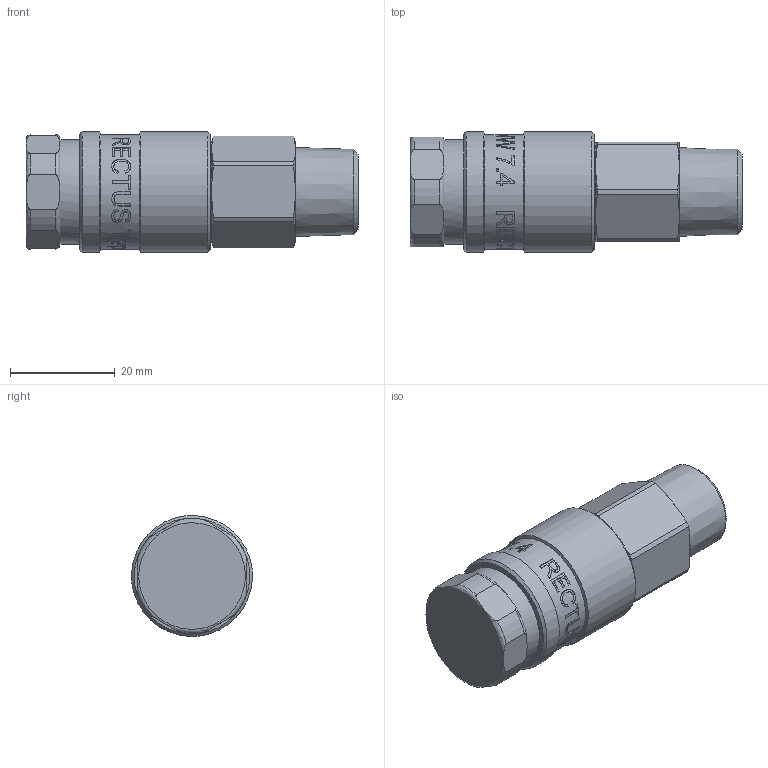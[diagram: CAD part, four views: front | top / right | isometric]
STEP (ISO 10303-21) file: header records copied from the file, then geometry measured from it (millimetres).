
FILE_DESCRIPTION((''),'2;1');
FILE_NAME('96ksak17bpn.stp','2013-12-16T13:09:39',('AS035480'),(''),'Autodesk Inventor 2013','Autodesk Inventor 2013','');
FILE_SCHEMA(('AUTOMOTIVE_DESIGN { 1 0 10303 214 1 1 1 1 }'));
Length unit declared in the file: millimetre
Products named in the file (1): D108868
Bounding box: 63.53 x 23.11 x 23.11 mm (x, y, z)
Volume: 19974.6 mm3; surface area: 8258.2 mm2
Topology: 1 solids, 1 shells, 337 faces, 879 edges, 581 vertices
Faces by surface type: bspline 145, plane 115, cylinder 55, cone 20, torus 2
Full cylindrical faces by diameter (mm): 16 x1, 16.1 x1, 17.25 x1, 17.9 x1, 18.95 x1, 19.35 x1, 20 x2, 22 x1, 23.15 x2
Entity records: 45287 total; most frequent: CARTESIAN_POINT 38009, ORIENTED_EDGE 1674, DIRECTION 917, EDGE_CURVE 837, VERTEX_POINT 569, EDGE_LOOP 400, B_SPLINE_CURVE_WITH_KNOTS 399, FACE_OUTER_BOUND 335
